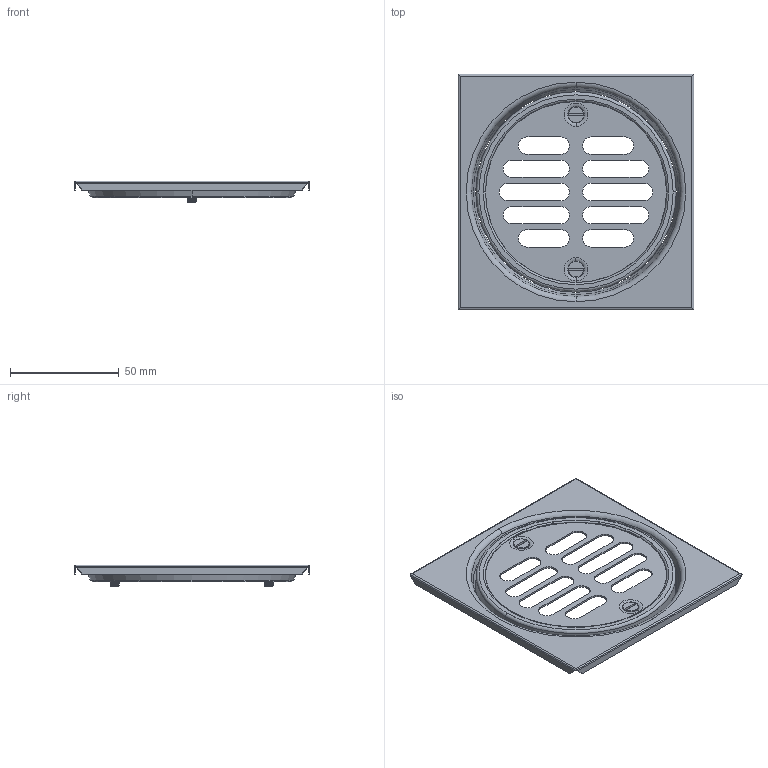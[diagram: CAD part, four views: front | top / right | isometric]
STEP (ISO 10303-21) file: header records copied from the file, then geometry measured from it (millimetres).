
FILE_DESCRIPTION((''),'2;1');
FILE_NAME('231_ASM','2021-10-25T09:27:25',('rsmith'),(''),'CREO PARAMETRIC BY PTC INC, 2018400','CREO PARAMETRIC BY PTC INC, 2018400','');
FILE_SCHEMA(('AUTOMOTIVE_DESIGN { 1 0 10303 214 1 1 1 1 }'));
Length unit declared in the file: inch
Products named in the file (7): 50481; 233_ASM; 50480; 50479; 92086; 230_ASM; 231_ASM
Assembly tree (7 placements, depth 3):
  231_ASM
    233_ASM
      50481
    230_ASM
      50480
      50479
      92086  x2
Bounding box: 108.6 x 108.6 x 9.93 mm (x, y, z)
Volume: 21192.3 mm3; surface area: 32295 mm2
Topology: 5 solids, 5 shells, 209 faces, 540 edges, 344 vertices
Faces by surface type: cylinder 70, plane 67, torus 34, cone 22, bspline 16
Entity records: 9438 total; most frequent: CARTESIAN_POINT 3414, DIRECTION 892, ORIENTED_EDGE 870, PRESENTATION_STYLE_ASSIGNMENT 439, STYLED_ITEM 439, CURVE_STYLE 435, EDGE_CURVE 435, AXIS2_PLACEMENT_3D 343
